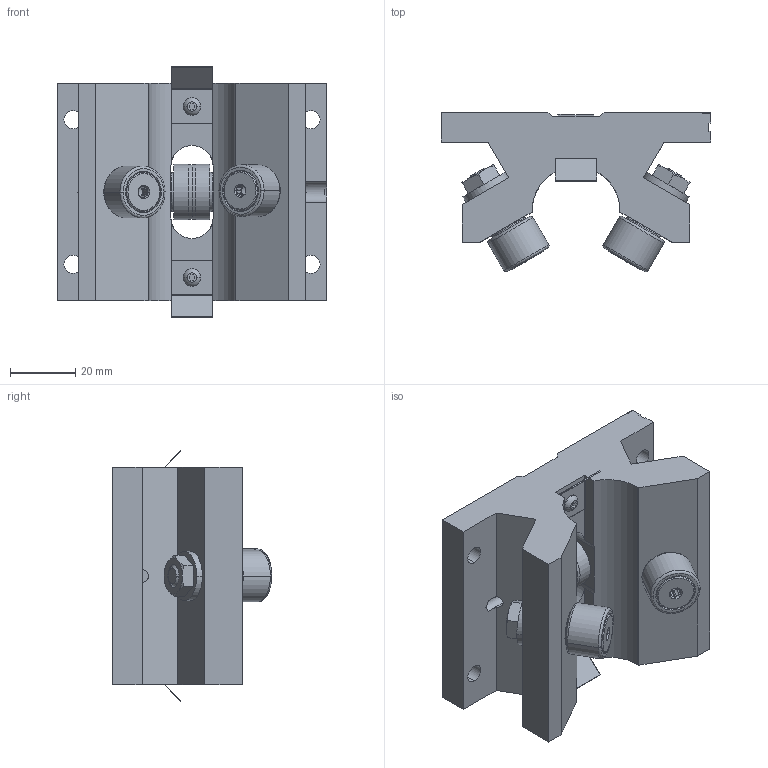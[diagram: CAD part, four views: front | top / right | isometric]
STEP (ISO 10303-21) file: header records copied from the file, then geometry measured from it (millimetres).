
FILE_DESCRIPTION (( 'STEP AP214' ), '1' );
FILE_NAME ('RollerBearing_DC09A3FFE9.step', '2020-11-23T23:01:01', ( 'localadmin' ), ( 'BOXX Technologies, Inc.' ), 'SwSTEP 2.0', 'SolidWorks 2019', '' );
FILE_SCHEMA (( 'AUTOMOTIVE_DESIGN' ));
Length unit declared in the file: inch
Products named in the file (3): XSw7PhvcPZ_CADModel_0; RollerBearing_DC09A3FFE9
Assembly tree (1 placements, depth 2):
  XSw7PhvcPZ_CADModel_0
  RollerBearing_DC09A3FFE9
    XSw7PhvcPZ_CADModel_0
Bounding box: 82.55 x 48.86 x 76.75 mm (x, y, z)
Volume: 123433.2 mm3; surface area: 33686.9 mm2
Topology: 13 solids, 13 shells, 343 faces, 820 edges, 516 vertices
Faces by surface type: plane 161, cylinder 100, cone 66, bspline 8, torus 4, sphere 4
Entity records: 14865 total; most frequent: CARTESIAN_POINT 2107, DIRECTION 1735, ORIENTED_EDGE 1624, EDGE_CURVE 812, AXIS2_PLACEMENT_3D 648, VERTEX_POINT 516, VECTOR 439, LINE 439
